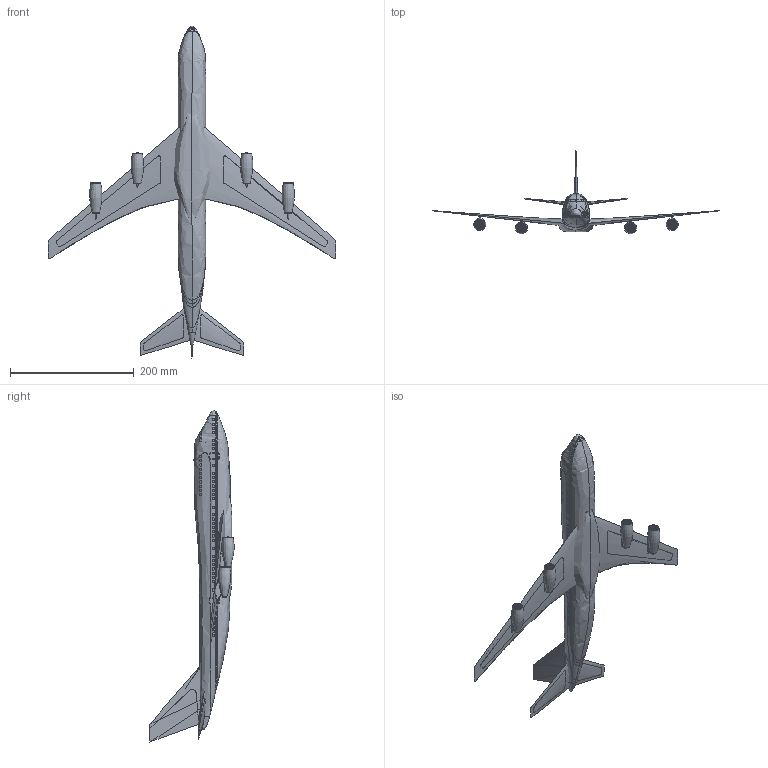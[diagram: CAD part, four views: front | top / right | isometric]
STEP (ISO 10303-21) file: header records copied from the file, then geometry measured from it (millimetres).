
FILE_DESCRIPTION(('FreeCAD Model'),'2;1');
FILE_NAME('Open CASCADE Shape Model','2025-04-27T14:23:11',('FreeCAD'),( 'FreeCAD'),'Open CASCADE STEP processor 7.6','FreeCAD','Unknown');
FILE_SCHEMA(('AUTOMOTIVE_DESIGN { 1 0 10303 214 1 1 1 1 }'));
Products named in the file (1): Open CASCADE STEP translator 7.6 1
Bounding box: 465.36 x 136.25 x 536.79 mm (x, y, z)
Volume: 1050367.6 mm3; surface area: 417249.8 mm2
Topology: 187 solids, 187 shells, 1821 faces, 4629 edges, 3156 vertices
Faces by surface type: bspline 1821
Entity records: 123916 total; most frequent: CARTESIAN_POINT 95387, ORIENTED_EDGE 9206, EDGE_CURVE 4603, B_SPLINE_CURVE_WITH_KNOTS 4235, VERTEX_POINT 3156, FACE_BOUND 1933, EDGE_LOOP 1933, ADVANCED_FACE 1821
